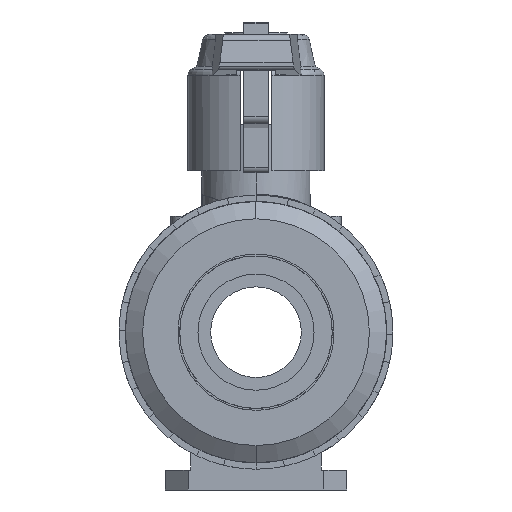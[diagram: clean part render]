
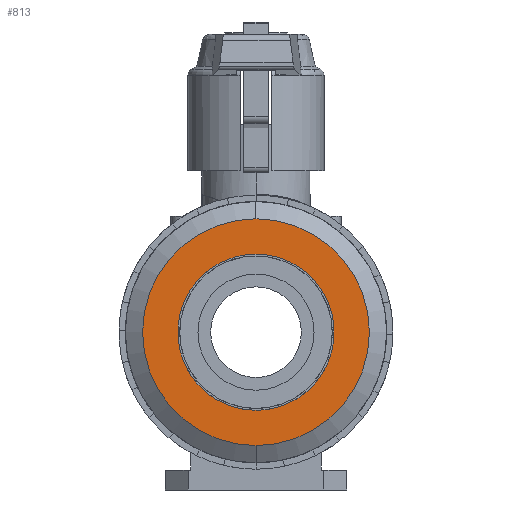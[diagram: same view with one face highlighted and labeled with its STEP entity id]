
A CAD part, left-side view. The second image highlights one B-rep face of the part: STEP entity #813.
In plain terms, the highlighted planar face has unit normal (-1, 0, 0).
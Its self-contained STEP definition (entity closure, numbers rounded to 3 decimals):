
#813=ADVANCED_FACE('',(#1925,#1926),#1927,.T.);
#1925=FACE_BOUND('',#3347,.T.);
#1926=FACE_OUTER_BOUND('',#3348,.T.);
#1927=PLANE('',#3349);
#3347=EDGE_LOOP('',(#5985,#5986));
#3348=EDGE_LOOP('',(#5987,#5988));
#3349=AXIS2_PLACEMENT_3D('',#5989,#5990,#5991);
#5985=ORIENTED_EDGE('',*,*,#9461,.T.);
#5986=ORIENTED_EDGE('',*,*,#9117,.T.);
#5987=ORIENTED_EDGE('',*,*,#9076,.F.);
#5988=ORIENTED_EDGE('',*,*,#9636,.F.);
#5989=CARTESIAN_POINT('',(-48.0,0.0,27.875));
#5990=DIRECTION('',(-1.0,0.0,0.0));
#5991=DIRECTION('',(0.0,0.0,1.0));
#9076=EDGE_CURVE('',#11136,#11139,#11140,.T.);
#9117=EDGE_CURVE('',#11217,#11214,#11218,.T.);
#9461=EDGE_CURVE('',#11214,#11217,#11739,.T.);
#9636=EDGE_CURVE('',#11139,#11136,#11968,.T.);
#11136=VERTEX_POINT('',#13951);
#11139=VERTEX_POINT('',#13955);
#11140=CIRCLE('',#13956,31.25);
#11214=VERTEX_POINT('',#14049);
#11217=VERTEX_POINT('',#14053);
#11218=CIRCLE('',#14054,21.5);
#11739=CIRCLE('',#15107,21.5);
#11968=CIRCLE('',#15420,31.25);
#13951=CARTESIAN_POINT('',(-48.0,0.0,12.25));
#13955=CARTESIAN_POINT('',(-48.0,0.,74.75));
#13956=AXIS2_PLACEMENT_3D('',#18241,#18242,#18243);
#14049=CARTESIAN_POINT('',(-48.0,0.0,22.0));
#14053=CARTESIAN_POINT('',(-48.0,0.,65.0));
#14054=AXIS2_PLACEMENT_3D('',#18315,#18316,#18317);
#15107=AXIS2_PLACEMENT_3D('',#18699,#18700,#18701);
#15420=AXIS2_PLACEMENT_3D('',#18879,#18880,#18881);
#18241=CARTESIAN_POINT('',(-48.0,0.0,43.5));
#18242=DIRECTION('',(1.0,0.0,0.0));
#18243=DIRECTION('',(0.0,0.0,-1.0));
#18315=CARTESIAN_POINT('',(-48.0,0.0,43.5));
#18316=DIRECTION('',(1.0,-0.0,0.0));
#18317=DIRECTION('',(0.0,0.0,-1.0));
#18699=CARTESIAN_POINT('',(-48.0,0.0,43.5));
#18700=DIRECTION('',(1.0,-0.0,0.0));
#18701=DIRECTION('',(0.0,0.0,-1.0));
#18879=CARTESIAN_POINT('',(-48.0,0.0,43.5));
#18880=DIRECTION('',(1.0,0.0,0.0));
#18881=DIRECTION('',(0.0,0.0,-1.0));
